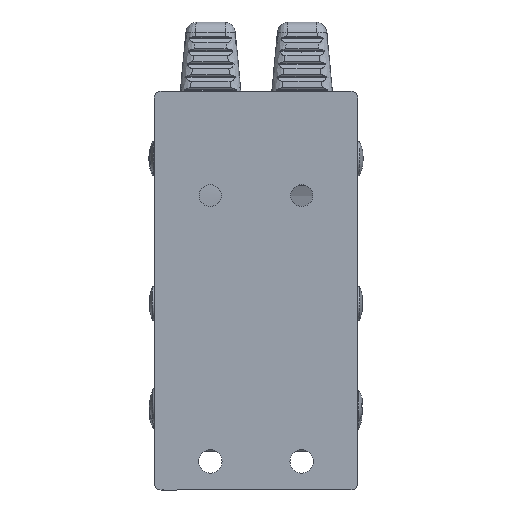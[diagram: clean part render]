
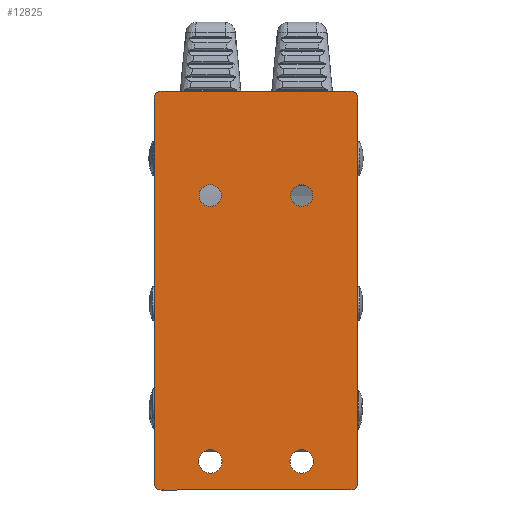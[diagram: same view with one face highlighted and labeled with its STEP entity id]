
A CAD part, front view. The second image highlights one B-rep face of the part: STEP entity #12825.
In plain terms, the highlighted planar face has unit normal (0, -1, 0).
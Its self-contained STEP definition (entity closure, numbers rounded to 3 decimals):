
#982=FACE_BOUND('',#2175,.T.);
#983=FACE_BOUND('',#2176,.T.);
#984=FACE_BOUND('',#2177,.T.);
#985=FACE_BOUND('',#2178,.T.);
#1090=PLANE('',#13718);
#1379=FACE_OUTER_BOUND('',#2174,.T.);
#2174=EDGE_LOOP('',(#8639,#8640,#8641,#8642,#8643,#8644,#8645,#8646));
#2175=EDGE_LOOP('',(#8647));
#2176=EDGE_LOOP('',(#8648));
#2177=EDGE_LOOP('',(#8649));
#2178=EDGE_LOOP('',(#8650));
#2973=LINE('',#19258,#3639);
#2974=LINE('',#19262,#3640);
#2975=LINE('',#19266,#3641);
#2976=LINE('',#19269,#3642);
#3639=VECTOR('',#15463,10.);
#3640=VECTOR('',#15466,10.);
#3641=VECTOR('',#15469,10.);
#3642=VECTOR('',#15472,10.);
#4319=CIRCLE('',#13719,2.);
#4320=CIRCLE('',#13720,2.);
#4321=CIRCLE('',#13721,2.);
#4322=CIRCLE('',#13722,2.);
#4323=CIRCLE('',#13723,3.5);
#4324=CIRCLE('',#13724,3.25);
#4325=CIRCLE('',#13725,3.5);
#4326=CIRCLE('',#13726,3.25);
#5060=VERTEX_POINT('',#19254);
#5061=VERTEX_POINT('',#19255);
#5062=VERTEX_POINT('',#19257);
#5063=VERTEX_POINT('',#19259);
#5064=VERTEX_POINT('',#19261);
#5065=VERTEX_POINT('',#19263);
#5066=VERTEX_POINT('',#19265);
#5067=VERTEX_POINT('',#19267);
#5068=VERTEX_POINT('',#19270);
#5069=VERTEX_POINT('',#19272);
#5070=VERTEX_POINT('',#19274);
#5071=VERTEX_POINT('',#19276);
#6444=EDGE_CURVE('',#5060,#5061,#4319,.T.);
#6445=EDGE_CURVE('',#5061,#5062,#2973,.T.);
#6446=EDGE_CURVE('',#5062,#5063,#4320,.T.);
#6447=EDGE_CURVE('',#5063,#5064,#2974,.T.);
#6448=EDGE_CURVE('',#5064,#5065,#4321,.T.);
#6449=EDGE_CURVE('',#5065,#5066,#2975,.T.);
#6450=EDGE_CURVE('',#5066,#5067,#4322,.T.);
#6451=EDGE_CURVE('',#5067,#5060,#2976,.T.);
#6452=EDGE_CURVE('',#5068,#5068,#4323,.T.);
#6453=EDGE_CURVE('',#5069,#5069,#4324,.T.);
#6454=EDGE_CURVE('',#5070,#5070,#4325,.T.);
#6455=EDGE_CURVE('',#5071,#5071,#4326,.T.);
#8639=ORIENTED_EDGE('',*,*,#6444,.T.);
#8640=ORIENTED_EDGE('',*,*,#6445,.T.);
#8641=ORIENTED_EDGE('',*,*,#6446,.T.);
#8642=ORIENTED_EDGE('',*,*,#6447,.T.);
#8643=ORIENTED_EDGE('',*,*,#6448,.T.);
#8644=ORIENTED_EDGE('',*,*,#6449,.T.);
#8645=ORIENTED_EDGE('',*,*,#6450,.T.);
#8646=ORIENTED_EDGE('',*,*,#6451,.T.);
#8647=ORIENTED_EDGE('',*,*,#6452,.T.);
#8648=ORIENTED_EDGE('',*,*,#6453,.T.);
#8649=ORIENTED_EDGE('',*,*,#6454,.T.);
#8650=ORIENTED_EDGE('',*,*,#6455,.T.);
#12825=ADVANCED_FACE('',(#1379,#982,#983,#984,#985),#1090,.F.);
#13718=AXIS2_PLACEMENT_3D('',#19253,#15459,#15460);
#13719=AXIS2_PLACEMENT_3D('',#19256,#15461,#15462);
#13720=AXIS2_PLACEMENT_3D('',#19260,#15464,#15465);
#13721=AXIS2_PLACEMENT_3D('',#19264,#15467,#15468);
#13722=AXIS2_PLACEMENT_3D('',#19268,#15470,#15471);
#13723=AXIS2_PLACEMENT_3D('',#19271,#15473,#15474);
#13724=AXIS2_PLACEMENT_3D('',#19273,#15475,#15476);
#13725=AXIS2_PLACEMENT_3D('',#19275,#15477,#15478);
#13726=AXIS2_PLACEMENT_3D('',#19277,#15479,#15480);
#15459=DIRECTION('center_axis',(0.,1.,0.));
#15460=DIRECTION('ref_axis',(0.,0.,
-1.));
#15461=DIRECTION('center_axis',(0.,-1.,0.));
#15462=DIRECTION('ref_axis',(1.,0.,0.));
#15463=DIRECTION('',(0.,0.,1.));
#15464=DIRECTION('center_axis',(0.,-1.,0.));
#15465=DIRECTION('ref_axis',(1.,0.,0.));
#15466=DIRECTION('',(-1.,0.,0.));
#15467=DIRECTION('center_axis',(0.,-1.,0.));
#15468=DIRECTION('ref_axis',(-1.,0.,0.));
#15469=DIRECTION('',(0.,0.,-1.));
#15470=DIRECTION('center_axis',(0.,-1.,0.));
#15471=DIRECTION('ref_axis',(-1.,0.,0.));
#15472=DIRECTION('',(1.,0.,0.));
#15473=DIRECTION('center_axis',(0.,1.,0.));
#15474=DIRECTION('ref_axis',(-1.,0.,0.));
#15475=DIRECTION('center_axis',(0.,1.,0.));
#15476=DIRECTION('ref_axis',(-1.,0.,0.));
#15477=DIRECTION('center_axis',(0.,1.,0.));
#15478=DIRECTION('ref_axis',(-1.,0.,0.));
#15479=DIRECTION('center_axis',(0.,1.,0.));
#15480=DIRECTION('ref_axis',(-1.,0.,0.));
#19253=CARTESIAN_POINT('Origin',(-27.2,0.,
63.));
#19254=CARTESIAN_POINT('',(14.6,0.,-55.5));
#19255=CARTESIAN_POINT('',(16.6,0.,-53.5));
#19256=CARTESIAN_POINT('Origin',(14.6,0.,-53.5));
#19257=CARTESIAN_POINT('',(16.6,0.,61.));
#19258=CARTESIAN_POINT('',(16.6,0.,0.));
#19259=CARTESIAN_POINT('',(14.6,0.,63.));
#19260=CARTESIAN_POINT('Origin',(14.6,0.,61.));
#19261=CARTESIAN_POINT('',(-41.8,0.,63.));
#19262=CARTESIAN_POINT('',(-27.2,0.,63.));
#19263=CARTESIAN_POINT('',(-43.8,0.,61.));
#19264=CARTESIAN_POINT('Origin',(-41.8,0.,
61.));
#19265=CARTESIAN_POINT('',(-43.8,0.,-53.5));
#19266=CARTESIAN_POINT('',(-43.8,0.,0.));
#19267=CARTESIAN_POINT('',(-41.8,0.,-55.5));
#19268=CARTESIAN_POINT('Origin',(-41.8,0.,
-53.5));
#19269=CARTESIAN_POINT('',(-27.2,0.,-55.5));
#19270=CARTESIAN_POINT('',(-27.2,0.,-43.5));
#19271=CARTESIAN_POINT('Origin',(-27.2,0.,
-47.));
#19272=CARTESIAN_POINT('',(0.,0.,35.25));
#19273=CARTESIAN_POINT('Origin',(0.,0.,
32.));
#19274=CARTESIAN_POINT('',(0.,0.,-43.5));
#19275=CARTESIAN_POINT('Origin',(0.,0.,
-47.));
#19276=CARTESIAN_POINT('',(-27.2,0.,35.25));
#19277=CARTESIAN_POINT('Origin',(-27.2,0.,
32.));
